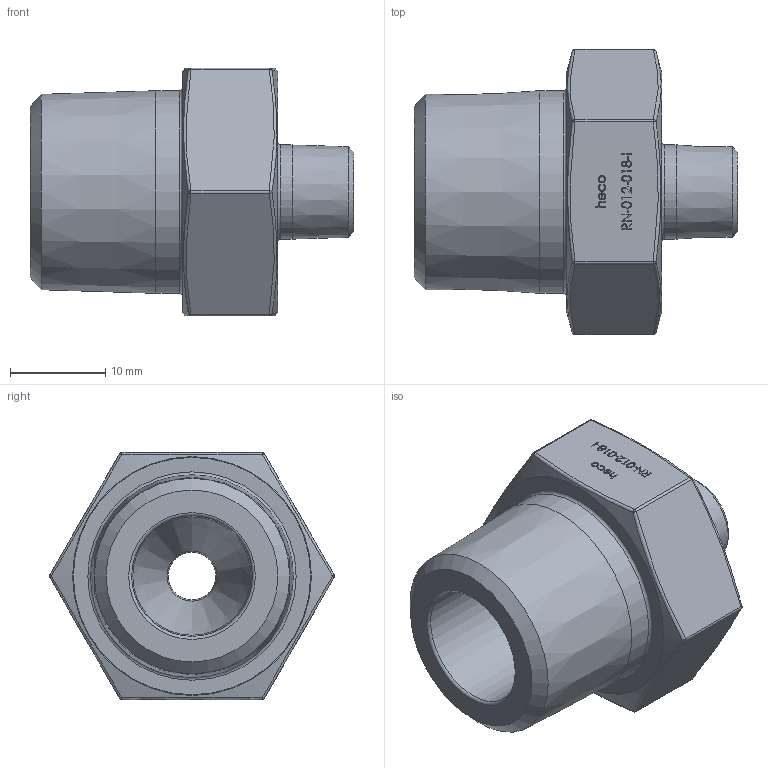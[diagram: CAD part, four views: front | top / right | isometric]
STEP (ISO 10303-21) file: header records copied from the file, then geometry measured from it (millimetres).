
FILE_DESCRIPTION (( 'STEP AP214' ), '1' );
FILE_NAME ('RN-012-018-I 2308.STEP', '2023-09-12T08:41:05', ( '' ), ( '' ), 'SwSTEP 2.0', 'SolidWorks 2019', '' );
FILE_SCHEMA (( 'AUTOMOTIVE_DESIGN' ));
Length unit declared in the file: millimetre
Products named in the file (1): RN-012-018-I  2308
Bounding box: 34 x 29.93 x 26.01 mm (x, y, z)
Volume: 9134.6 mm3; surface area: 4086.8 mm2
Topology: 1 solids, 1 shells, 231 faces, 578 edges, 370 vertices
Faces by surface type: plane 101, bspline 93, sphere 12, cylinder 10, torus 8, cone 7
Full cylindrical faces by diameter (mm): 5 x1, 9.884 x1, 12.7 x1, 21.267 x1
Entity records: 13576 total; most frequent: CARTESIAN_POINT 7014, ORIENTED_EDGE 1082, DIRECTION 691, EDGE_CURVE 541, VERTEX_POINT 356, LINE 297, VECTOR 297, EDGE_LOOP 277
